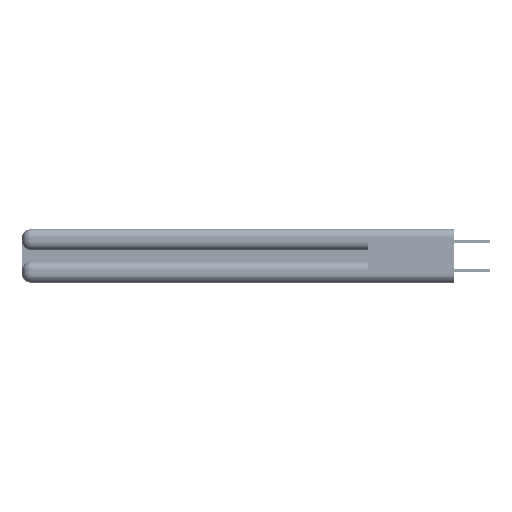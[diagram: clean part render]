
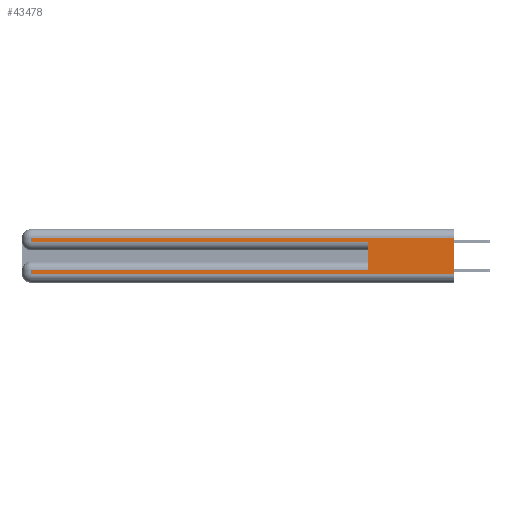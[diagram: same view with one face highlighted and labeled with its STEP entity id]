
A CAD part, left-side view. The second image highlights one B-rep face of the part: STEP entity #43478.
In plain terms, the highlighted planar face has unit normal (-1, 0, 0).
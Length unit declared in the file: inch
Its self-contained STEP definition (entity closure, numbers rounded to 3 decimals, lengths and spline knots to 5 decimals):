
#120 = DIRECTION ( 'NONE',  ( 0., -1., 0. ) ) ;
#574 = VECTOR ( 'NONE', #10792, 39.37008 ) ;
#1154 = EDGE_CURVE ( 'NONE', #2831, #13018, #7129, .T. ) ;
#2229 = LINE ( 'NONE', #6496, #4365 ) ;
#2564 = VECTOR ( 'NONE', #23254, 39.37008 ) ;
#2831 = VERTEX_POINT ( 'NONE', #6665 ) ;
#3232 = CARTESIAN_POINT ( 'NONE',  ( 0., 2.94, 0.37 ) ) ;
#3823 = EDGE_CURVE ( 'NONE', #43336, #4228, #27662, .T. ) ;
#4204 = CARTESIAN_POINT ( 'NONE',  ( 0., 0.6, 0.145 ) ) ;
#4228 = VERTEX_POINT ( 'NONE', #36674 ) ;
#4365 = VECTOR ( 'NONE', #120, 39.37008 ) ;
#4552 = ORIENTED_EDGE ( 'NONE', *, *, #41310, .F. ) ;
#5706 = ORIENTED_EDGE ( 'NONE', *, *, #36566, .T. ) ;
#6283 = ORIENTED_EDGE ( 'NONE', *, *, #6828, .T. ) ;
#6496 = CARTESIAN_POINT ( 'NONE',  ( 0., 0., 0.06 ) ) ;
#6665 = CARTESIAN_POINT ( 'NONE',  ( 0., 2.94, 0.31 ) ) ;
#6828 = EDGE_CURVE ( 'NONE', #43336, #2831, #22962, .T. ) ;
#6829 = ORIENTED_EDGE ( 'NONE', *, *, #10088, .T. ) ;
#7129 = LINE ( 'NONE', #32260, #42149 ) ;
#7357 = VERTEX_POINT ( 'NONE', #11293 ) ;
#7976 = ORIENTED_EDGE ( 'NONE', *, *, #3823, .F. ) ;
#8367 = CARTESIAN_POINT ( 'NONE',  ( 0., 0., 0.31 ) ) ;
#10088 = EDGE_CURVE ( 'NONE', #13018, #28520, #14241, .T. ) ;
#10276 = CARTESIAN_POINT ( 'NONE',  ( 0., 0., 0.285 ) ) ;
#10443 = CARTESIAN_POINT ( 'NONE',  ( 0., 2.94, 0.285 ) ) ;
#10792 = DIRECTION ( 'NONE',  ( 0., 0., -1. ) ) ;
#11293 = CARTESIAN_POINT ( 'NONE',  ( 0., 2.94, 0.06 ) ) ;
#11386 = CARTESIAN_POINT ( 'NONE',  ( 0., 0.6, 0.285 ) ) ;
#13018 = VERTEX_POINT ( 'NONE', #10443 ) ;
#13930 = EDGE_CURVE ( 'NONE', #42512, #25030, #32070, .T. ) ;
#14241 = LINE ( 'NONE', #10276, #31193 ) ;
#16736 = DIRECTION ( 'NONE',  ( 1., 0., 0. ) ) ;
#17756 = CARTESIAN_POINT ( 'NONE',  ( 0., 0., 0.37 ) ) ;
#19961 = ORIENTED_EDGE ( 'NONE', *, *, #23623, .T. ) ;
#20048 = DIRECTION ( 'NONE',  ( 0., -1., 0. ) ) ;
#20886 = LINE ( 'NONE', #4204, #35745 ) ;
#22169 = DIRECTION ( 'NONE',  ( 0., 1., 0. ) ) ;
#22962 = LINE ( 'NONE', #8367, #36237 ) ;
#23010 = VECTOR ( 'NONE', #22169, 39.37008 ) ;
#23254 = DIRECTION ( 'NONE',  ( 0., 0., -1. ) ) ;
#23623 = EDGE_CURVE ( 'NONE', #25030, #7357, #34956, .T. ) ;
#23818 = CARTESIAN_POINT ( 'NONE',  ( 0., 0., 0.37 ) ) ;
#25030 = VERTEX_POINT ( 'NONE', #27246 ) ;
#26388 = EDGE_LOOP ( 'NONE', ( #7976, #6283, #36721, #6829, #4552, #34443, #19961, #5706 ) ) ;
#27246 = CARTESIAN_POINT ( 'NONE',  ( 0., 2.94, 0.085 ) ) ;
#27662 = LINE ( 'NONE', #17756, #574 ) ;
#28520 = VERTEX_POINT ( 'NONE', #11386 ) ;
#29014 = CARTESIAN_POINT ( 'NONE',  ( 0., 0., 0.085 ) ) ;
#29535 = DIRECTION ( 'NONE',  ( 0., 1., 0. ) ) ;
#30659 = DIRECTION ( 'NONE',  ( 0., 0., -1. ) ) ;
#31193 = VECTOR ( 'NONE', #20048, 39.37008 ) ;
#31273 = CARTESIAN_POINT ( 'NONE',  ( 0., 0.6, 0.085 ) ) ;
#31505 = DIRECTION ( 'NONE',  ( 0., 0., 1. ) ) ;
#32070 = LINE ( 'NONE', #29014, #23010 ) ;
#32260 = CARTESIAN_POINT ( 'NONE',  ( 0., 2.94, 0.37 ) ) ;
#34443 = ORIENTED_EDGE ( 'NONE', *, *, #13930, .T. ) ;
#34956 = LINE ( 'NONE', #3232, #2564 ) ;
#35745 = VECTOR ( 'NONE', #31505, 39.37008 ) ;
#35930 = DIRECTION ( 'NONE',  ( 0., 0., -1. ) ) ;
#36237 = VECTOR ( 'NONE', #29535, 39.37008 ) ;
#36566 = EDGE_CURVE ( 'NONE', #7357, #4228, #2229, .T. ) ;
#36674 = CARTESIAN_POINT ( 'NONE',  ( 0., 0., 0.06 ) ) ;
#36721 = ORIENTED_EDGE ( 'NONE', *, *, #1154, .T. ) ;
#37047 = PLANE ( 'NONE',  #40894 ) ;
#38815 = FACE_OUTER_BOUND ( 'NONE', #26388, .T. ) ;
#40894 = AXIS2_PLACEMENT_3D ( 'NONE', #23818, #16736, #30659 ) ;
#41310 = EDGE_CURVE ( 'NONE', #42512, #28520, #20886, .T. ) ;
#42149 = VECTOR ( 'NONE', #35930, 39.37008 ) ;
#42512 = VERTEX_POINT ( 'NONE', #31273 ) ;
#42843 = CARTESIAN_POINT ( 'NONE',  ( 0., 0., 0.31 ) ) ;
#43336 = VERTEX_POINT ( 'NONE', #42843 ) ;
#43478 = ADVANCED_FACE ( 'NONE', ( #38815 ), #37047, .F. ) ;
